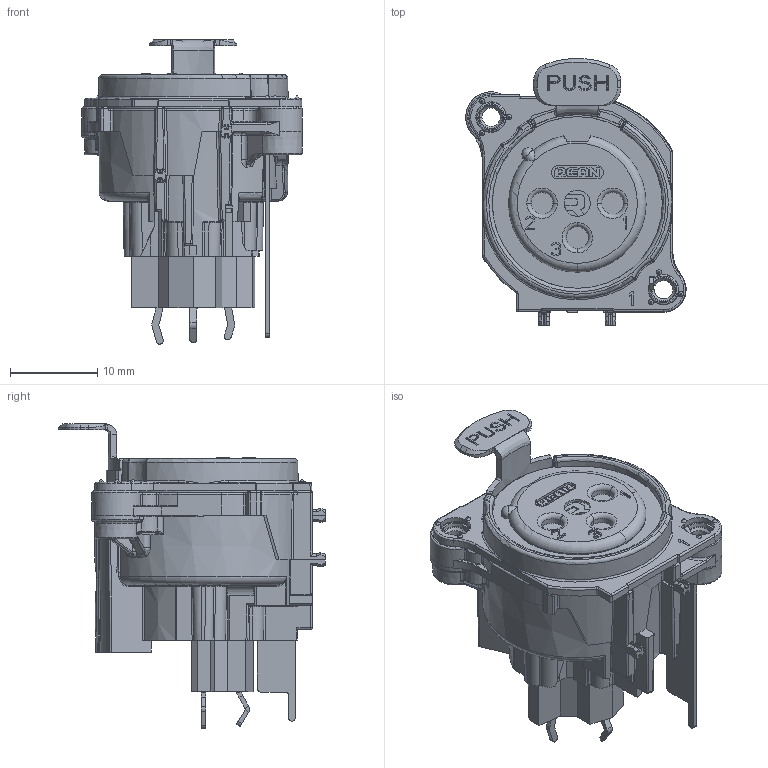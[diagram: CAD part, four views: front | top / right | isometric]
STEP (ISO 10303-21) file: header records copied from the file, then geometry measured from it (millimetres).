
FILE_DESCRIPTION((''),'2;1');
FILE_NAME('RRX3F-B-012','2024-04-29T11:25:47',('summer.xia'),(''),'CREO PARAMETRIC BY PTC INC, 2023424','CREO PARAMETRIC BY PTC INC, 2023424','');
FILE_SCHEMA(('CONFIG_CONTROL_DESIGN'));
Products named in the file (1): RRX3F-B-012
Bounding box: 25.3 x 30.61 x 34.91 mm (x, y, z)
Volume: 7845.8 mm3; surface area: 4128.7 mm2
Topology: 1 solids, 6 shells, 1645 faces, 4471 edges, 2829 vertices
Faces by surface type: plane 830, cylinder 370, bspline 148, torus 141, cone 79, sphere 55, extrusion 22
Entity records: 57979 total; most frequent: CARTESIAN_POINT 18323, ORIENTED_EDGE 8808, DIRECTION 7559, EDGE_CURVE 4404, VERTEX_POINT 2777, AXIS2_PLACEMENT_3D 2531, VECTOR 2497, LINE 2475
